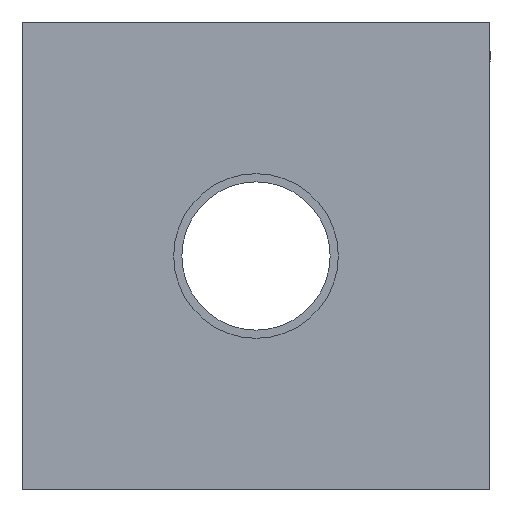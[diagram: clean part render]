
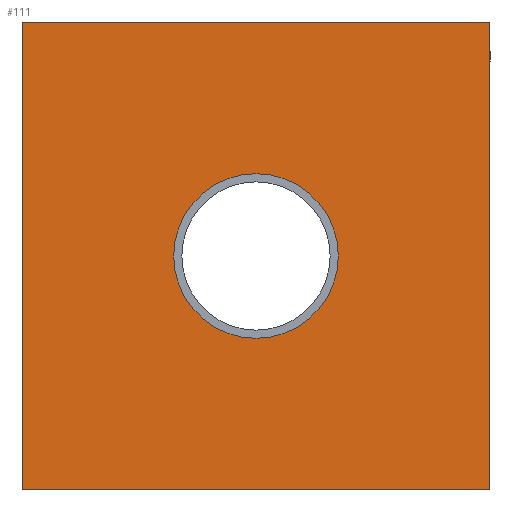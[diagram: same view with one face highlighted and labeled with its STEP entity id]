
A CAD part, front view. The second image highlights one B-rep face of the part: STEP entity #111.
In plain terms, the highlighted planar face has unit normal (0, -1, 0).
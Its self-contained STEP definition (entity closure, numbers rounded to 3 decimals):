
#21 = AXIS2_PLACEMENT_3D ( 'NONE', #50, #796, #793 ) ;
#22 = CIRCLE ( 'NONE', #863, 10.55 ) ;
#43 = DIRECTION ( 'NONE',  ( 0., 0., -1. ) ) ;
#50 = CARTESIAN_POINT ( 'NONE',  ( 0., 0., 0. ) ) ;
#74 = LINE ( 'NONE', #181, #213 ) ;
#111 = ADVANCED_FACE ( 'NONE', ( #552, #479 ), #170, .T. ) ;
#112 = EDGE_CURVE ( 'NONE', #492, #815, #831, .T. ) ;
#118 = EDGE_CURVE ( 'NONE', #395, #186, #525, .T. ) ;
#126 = DIRECTION ( 'NONE',  ( 1., 0., 0. ) ) ;
#127 = EDGE_LOOP ( 'NONE', ( #206, #225, #337, #222 ) ) ;
#135 = VECTOR ( 'NONE', #497, 1000. ) ;
#145 = EDGE_CURVE ( 'NONE', #186, #339, #74, .T. ) ;
#170 = PLANE ( 'NONE',  #21 ) ;
#181 = CARTESIAN_POINT ( 'NONE',  ( 30., 0., 30. ) ) ;
#186 = VERTEX_POINT ( 'NONE', #312 ) ;
#206 = ORIENTED_EDGE ( 'NONE', *, *, #145, .F. ) ;
#213 = VECTOR ( 'NONE', #489, 1000. ) ;
#222 = ORIENTED_EDGE ( 'NONE', *, *, #419, .F. ) ;
#225 = ORIENTED_EDGE ( 'NONE', *, *, #118, .F. ) ;
#267 = CARTESIAN_POINT ( 'NONE',  ( 30., 0., -30. ) ) ;
#277 = EDGE_LOOP ( 'NONE', ( #804, #762 ) ) ;
#300 = DIRECTION ( 'NONE',  ( 0., -1., 0. ) ) ;
#312 = CARTESIAN_POINT ( 'NONE',  ( 30., 0., 30. ) ) ;
#323 = LINE ( 'NONE', #577, #135 ) ;
#337 = ORIENTED_EDGE ( 'NONE', *, *, #678, .F. ) ;
#339 = VERTEX_POINT ( 'NONE', #267 ) ;
#381 = CARTESIAN_POINT ( 'NONE',  ( 0., 0., -10.55 ) ) ;
#395 = VERTEX_POINT ( 'NONE', #694 ) ;
#419 = EDGE_CURVE ( 'NONE', #339, #532, #323, .T. ) ;
#432 = CARTESIAN_POINT ( 'NONE',  ( -30., 0., -30. ) ) ;
#440 = DIRECTION ( 'NONE',  ( 0., -1., 0. ) ) ;
#445 = CARTESIAN_POINT ( 'NONE',  ( -30., 0., 30. ) ) ;
#465 = EDGE_CURVE ( 'NONE', #815, #492, #22, .T. ) ;
#478 = LINE ( 'NONE', #445, #802 ) ;
#479 = FACE_OUTER_BOUND ( 'NONE', #127, .T. ) ;
#489 = DIRECTION ( 'NONE',  ( 0., 0., -1. ) ) ;
#492 = VERTEX_POINT ( 'NONE', #381 ) ;
#497 = DIRECTION ( 'NONE',  ( -1., 0., 0. ) ) ;
#503 = CARTESIAN_POINT ( 'NONE',  ( 0., 0., 0. ) ) ;
#507 = CARTESIAN_POINT ( 'NONE',  ( -30., 0., 30. ) ) ;
#525 = LINE ( 'NONE', #507, #691 ) ;
#532 = VERTEX_POINT ( 'NONE', #432 ) ;
#552 = FACE_BOUND ( 'NONE', #277, .T. ) ;
#577 = CARTESIAN_POINT ( 'NONE',  ( -30., 0., -30. ) ) ;
#678 = EDGE_CURVE ( 'NONE', #532, #395, #478, .T. ) ;
#691 = VECTOR ( 'NONE', #126, 1000. ) ;
#694 = CARTESIAN_POINT ( 'NONE',  ( -30., 0., 30. ) ) ;
#733 = AXIS2_PLACEMENT_3D ( 'NONE', #782, #300, #43 ) ;
#762 = ORIENTED_EDGE ( 'NONE', *, *, #465, .F. ) ;
#764 = CARTESIAN_POINT ( 'NONE',  ( 0., 0., 10.55 ) ) ;
#782 = CARTESIAN_POINT ( 'NONE',  ( 0., 0., 0. ) ) ;
#793 = DIRECTION ( 'NONE',  ( 0., 0., -1. ) ) ;
#796 = DIRECTION ( 'NONE',  ( 0., -1., 0. ) ) ;
#802 = VECTOR ( 'NONE', #860, 1000. ) ;
#804 = ORIENTED_EDGE ( 'NONE', *, *, #112, .F. ) ;
#807 = DIRECTION ( 'NONE',  ( 0., 0., -1. ) ) ;
#815 = VERTEX_POINT ( 'NONE', #764 ) ;
#831 = CIRCLE ( 'NONE', #733, 10.55 ) ;
#860 = DIRECTION ( 'NONE',  ( 0., 0., 1. ) ) ;
#863 = AXIS2_PLACEMENT_3D ( 'NONE', #503, #440, #807 ) ;
